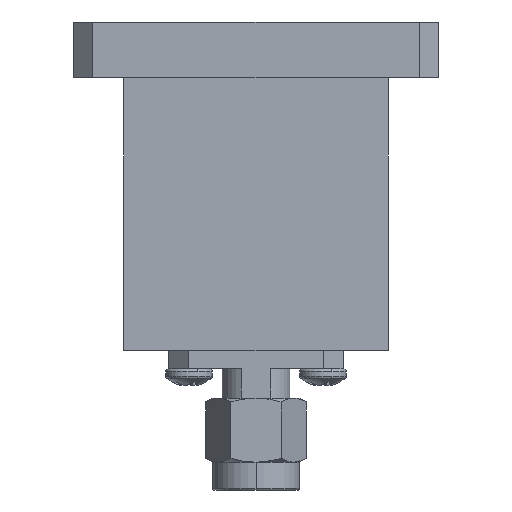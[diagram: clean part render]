
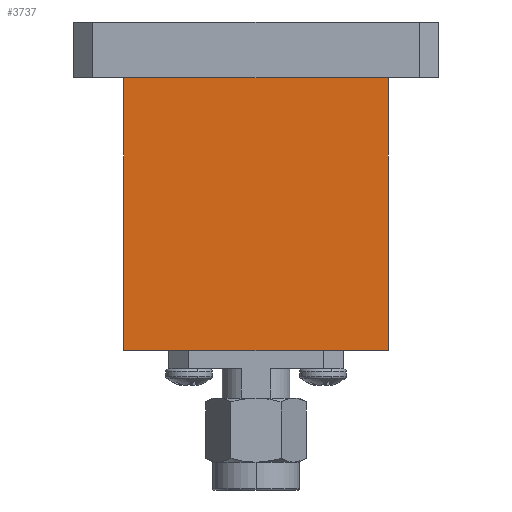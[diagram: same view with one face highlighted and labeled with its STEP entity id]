
A CAD part, front view. The second image highlights one B-rep face of the part: STEP entity #3737.
In plain terms, the highlighted planar face has unit normal (0, -1, 0).
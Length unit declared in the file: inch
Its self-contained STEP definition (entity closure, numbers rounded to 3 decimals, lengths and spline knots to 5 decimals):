
#40 = EDGE_LOOP ( 'NONE', ( #4400, #4286, #238, #4173 ) ) ;
#209 = EDGE_CURVE ( 'NONE', #4982, #3287, #1827, .T. ) ;
#238 = ORIENTED_EDGE ( 'NONE', *, *, #209, .T. ) ;
#270 = CARTESIAN_POINT ( 'NONE',  ( -0.475, -0.315, -3.49991 ) ) ;
#724 = CARTESIAN_POINT ( 'NONE',  ( 0.475, -0.315, -0.2 ) ) ;
#916 = DIRECTION ( 'NONE',  ( 0., 0., 1. ) ) ;
#923 = EDGE_CURVE ( 'NONE', #3201, #4982, #3279, .T. ) ;
#928 = EDGE_CURVE ( 'NONE', #3201, #3166, #3693, .T. ) ;
#985 = DIRECTION ( 'NONE',  ( 0., 1., 0. ) ) ;
#1455 = VECTOR ( 'NONE', #916, 39.37008 ) ;
#1657 = EDGE_CURVE ( 'NONE', #3166, #3287, #2495, .T. ) ;
#1770 = CARTESIAN_POINT ( 'NONE',  ( 0.475, -0.315, -1.18 ) ) ;
#1791 = DIRECTION ( 'NONE',  ( -1., 0., 0. ) ) ;
#1827 = LINE ( 'NONE', #724, #2809 ) ;
#1909 = DIRECTION ( 'NONE',  ( -1., 0., 0. ) ) ;
#1962 = CARTESIAN_POINT ( 'NONE',  ( -0.475, -0.315, -1.18 ) ) ;
#2495 = LINE ( 'NONE', #270, #4077 ) ;
#2548 = DIRECTION ( 'NONE',  ( 0., 0., 1. ) ) ;
#2809 = VECTOR ( 'NONE', #1909, 39.37008 ) ;
#2943 = CARTESIAN_POINT ( 'NONE',  ( 0.475, -0.315, -1.18 ) ) ;
#3166 = VERTEX_POINT ( 'NONE', #1962 ) ;
#3201 = VERTEX_POINT ( 'NONE', #2943 ) ;
#3279 = LINE ( 'NONE', #4899, #1455 ) ;
#3287 = VERTEX_POINT ( 'NONE', #4036 ) ;
#3693 = LINE ( 'NONE', #1770, #4329 ) ;
#3737 = ADVANCED_FACE ( 'NONE', ( #4531 ), #3740, .F. ) ;
#3740 = PLANE ( 'NONE',  #4269 ) ;
#4036 = CARTESIAN_POINT ( 'NONE',  ( -0.475, -0.315, -0.2 ) ) ;
#4077 = VECTOR ( 'NONE', #4425, 39.37008 ) ;
#4173 = ORIENTED_EDGE ( 'NONE', *, *, #1657, .F. ) ;
#4225 = CARTESIAN_POINT ( 'NONE',  ( 0.475, -0.315, -0.2 ) ) ;
#4269 = AXIS2_PLACEMENT_3D ( 'NONE', #4969, #985, #2548 ) ;
#4286 = ORIENTED_EDGE ( 'NONE', *, *, #923, .T. ) ;
#4329 = VECTOR ( 'NONE', #1791, 39.37008 ) ;
#4400 = ORIENTED_EDGE ( 'NONE', *, *, #928, .F. ) ;
#4425 = DIRECTION ( 'NONE',  ( 0., 0., 1. ) ) ;
#4531 = FACE_OUTER_BOUND ( 'NONE', #40, .T. ) ;
#4899 = CARTESIAN_POINT ( 'NONE',  ( 0.475, -0.315, -3.49991 ) ) ;
#4969 = CARTESIAN_POINT ( 'NONE',  ( 0.475, -0.315, -3.49991 ) ) ;
#4982 = VERTEX_POINT ( 'NONE', #4225 ) ;
